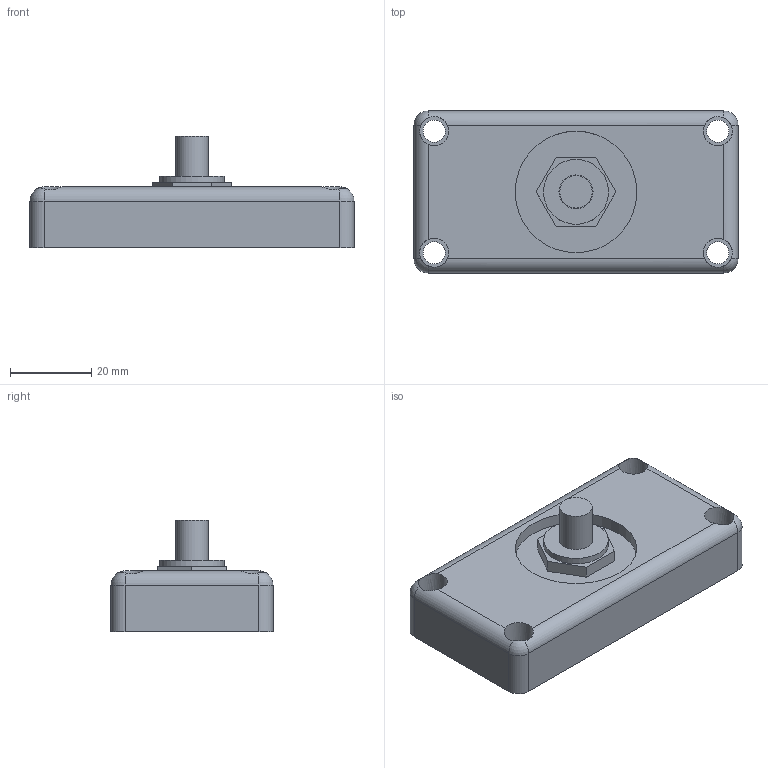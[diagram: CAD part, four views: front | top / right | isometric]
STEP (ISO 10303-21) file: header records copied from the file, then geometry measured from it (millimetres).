
FILE_DESCRIPTION((''),'2;1');
FILE_NAME('SZ3510V.ipt.step','2007-09-11T11:06:25',(''),(''),'Autodesk Inventor 11','Autodesk Inventor 11','');
FILE_SCHEMA(('AUTOMOTIVE_DESIGN { 1 0 10303 214 1 1 1 1 }'));
Length unit declared in the file: millimetre
Products named in the file (1): SZ3510V
Bounding box: 80 x 40 x 27.5 mm (x, y, z)
Volume: 43554.5 mm3; surface area: 11891.7 mm2
Topology: 1 solids, 1 shells, 51 faces, 115 edges, 74 vertices
Faces by surface type: plane 20, bspline 14, cylinder 13, sphere 4
Full cylindrical faces by diameter (mm): 8 x1, 8.4 x1, 10 x1, 14 x1, 16 x1
Entity records: 1717 total; most frequent: CARTESIAN_POINT 652, DIRECTION 206, ORIENTED_EDGE 192, EDGE_CURVE 96, AXIS2_PLACEMENT_3D 84, EDGE_LOOP 82, VERTEX_POINT 70, FACE_OUTER_BOUND 51
